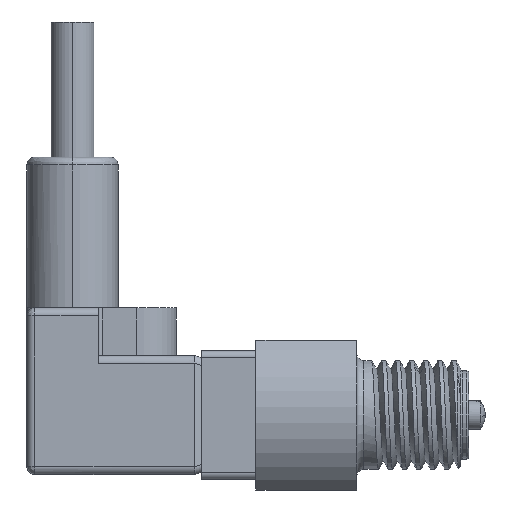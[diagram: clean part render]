
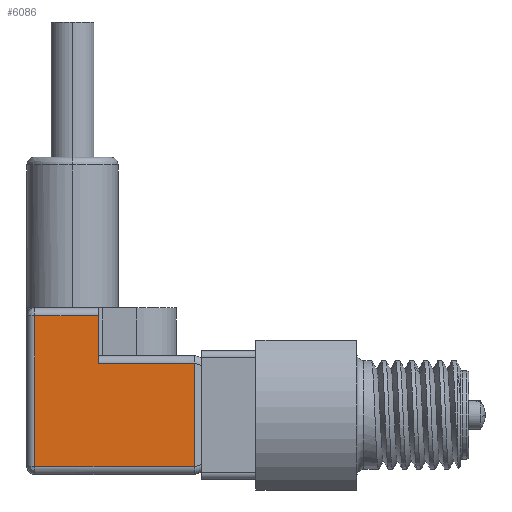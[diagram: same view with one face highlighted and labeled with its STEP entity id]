
A CAD part, front view. The second image highlights one B-rep face of the part: STEP entity #6086.
In plain terms, the highlighted planar face has unit normal (0, -1, 0).
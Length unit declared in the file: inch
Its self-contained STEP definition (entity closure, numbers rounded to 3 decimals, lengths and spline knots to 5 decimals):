
#23 = LINE ( 'NONE', #2020, #7273 ) ;
#213 = VECTOR ( 'NONE', #9728, 39.37008 ) ;
#1020 = CARTESIAN_POINT ( 'NONE',  ( -0.60443, -0.29528, 0.25591 ) ) ;
#1255 = VECTOR ( 'NONE', #11061, 39.37008 ) ;
#1425 = LINE ( 'NONE', #8511, #1969 ) ;
#1661 = ORIENTED_EDGE ( 'NONE', *, *, #10059, .F. ) ;
#1969 = VECTOR ( 'NONE', #10252, 39.37008 ) ;
#1982 = EDGE_LOOP ( 'NONE', ( #1661, #11201, #6287, #11364, #10995, #7131 ) ) ;
#2020 = CARTESIAN_POINT ( 'NONE',  ( -1.08081, -0.29528, -0.29528 ) ) ;
#2146 = VERTEX_POINT ( 'NONE', #10307 ) ;
#2169 = LINE ( 'NONE', #5749, #2313 ) ;
#2270 = CARTESIAN_POINT ( 'NONE',  ( -1.39577, -0.29528, 0.49213 ) ) ;
#2290 = CARTESIAN_POINT ( 'NONE',  ( -1.43514, -0.29528, 0.49213 ) ) ;
#2313 = VECTOR ( 'NONE', #11095, 39.37008 ) ;
#2391 = CARTESIAN_POINT ( 'NONE',  ( -1.43514, -0.29528, -0.25591 ) ) ;
#2642 = VECTOR ( 'NONE', #10341, 39.37008 ) ;
#2989 = VERTEX_POINT ( 'NONE', #2270 ) ;
#3469 = VERTEX_POINT ( 'NONE', #9922 ) ;
#3935 = EDGE_CURVE ( 'NONE', #10545, #8218, #8224, .T. ) ;
#4045 = EDGE_CURVE ( 'NONE', #3469, #2146, #23, .T. ) ;
#4488 = DIRECTION ( 'NONE',  ( 0., 0., -1. ) ) ;
#4640 = FACE_OUTER_BOUND ( 'NONE', #1982, .T. ) ;
#5310 = CARTESIAN_POINT ( 'NONE',  ( -0.60443, -0.29528, -0.25591 ) ) ;
#5315 = PLANE ( 'NONE',  #7688 ) ;
#5636 = EDGE_CURVE ( 'NONE', #10257, #10545, #6778, .T. ) ;
#5749 = CARTESIAN_POINT ( 'NONE',  ( -1.39577, -0.29528, -0.29528 ) ) ;
#6086 = ADVANCED_FACE ( 'NONE', ( #4640 ), #5315, .F. ) ;
#6287 = ORIENTED_EDGE ( 'NONE', *, *, #5636, .F. ) ;
#6778 = LINE ( 'NONE', #9646, #213 ) ;
#6978 = DIRECTION ( 'NONE',  ( 0., 1., 0. ) ) ;
#7131 = ORIENTED_EDGE ( 'NONE', *, *, #10974, .F. ) ;
#7273 = VECTOR ( 'NONE', #7377, 39.37008 ) ;
#7377 = DIRECTION ( 'NONE',  ( 0., 0., -1. ) ) ;
#7688 = AXIS2_PLACEMENT_3D ( 'NONE', #7811, #6978, #4488 ) ;
#7811 = CARTESIAN_POINT ( 'NONE',  ( -1.43514, -0.29528, -0.29528 ) ) ;
#8073 = LINE ( 'NONE', #2290, #1255 ) ;
#8126 = CARTESIAN_POINT ( 'NONE',  ( -1.39577, -0.29528, -0.25591 ) ) ;
#8218 = VERTEX_POINT ( 'NONE', #8126 ) ;
#8224 = LINE ( 'NONE', #2391, #2642 ) ;
#8511 = CARTESIAN_POINT ( 'NONE',  ( -1.43514, -0.29528, 0.25591 ) ) ;
#9646 = CARTESIAN_POINT ( 'NONE',  ( -0.60443, -0.29528, -0.29528 ) ) ;
#9728 = DIRECTION ( 'NONE',  ( 0., 0., -1. ) ) ;
#9922 = CARTESIAN_POINT ( 'NONE',  ( -1.08081, -0.29528, 0.49213 ) ) ;
#10059 = EDGE_CURVE ( 'NONE', #8218, #2989, #2169, .T. ) ;
#10252 = DIRECTION ( 'NONE',  ( 1., 0., 0. ) ) ;
#10257 = VERTEX_POINT ( 'NONE', #1020 ) ;
#10307 = CARTESIAN_POINT ( 'NONE',  ( -1.08081, -0.29528, 0.25591 ) ) ;
#10341 = DIRECTION ( 'NONE',  ( -1., 0., 0. ) ) ;
#10415 = EDGE_CURVE ( 'NONE', #2146, #10257, #1425, .T. ) ;
#10545 = VERTEX_POINT ( 'NONE', #5310 ) ;
#10974 = EDGE_CURVE ( 'NONE', #2989, #3469, #8073, .T. ) ;
#10995 = ORIENTED_EDGE ( 'NONE', *, *, #4045, .F. ) ;
#11061 = DIRECTION ( 'NONE',  ( 1., 0., 0. ) ) ;
#11095 = DIRECTION ( 'NONE',  ( 0., 0., 1. ) ) ;
#11201 = ORIENTED_EDGE ( 'NONE', *, *, #3935, .F. ) ;
#11364 = ORIENTED_EDGE ( 'NONE', *, *, #10415, .F. ) ;
